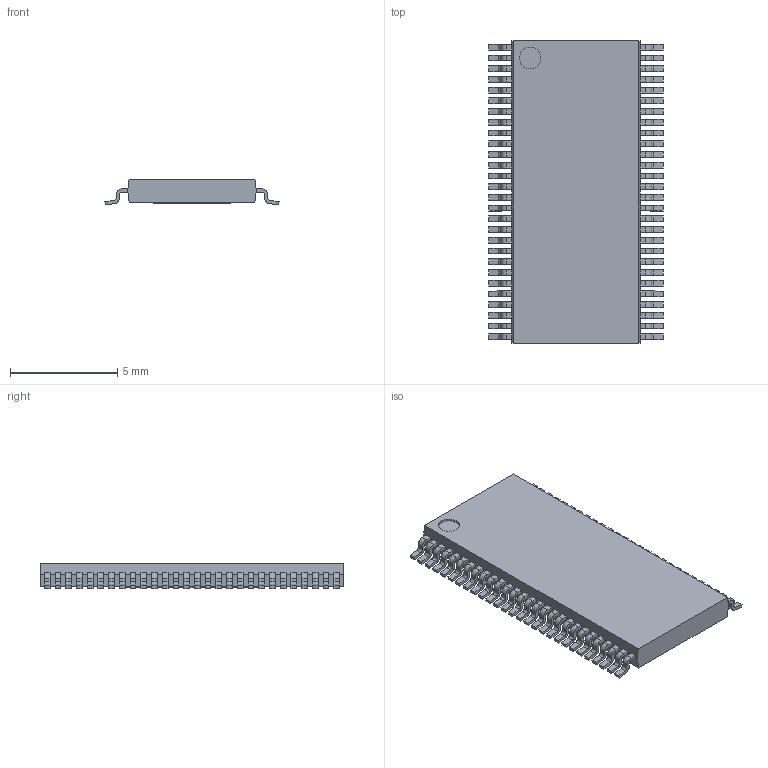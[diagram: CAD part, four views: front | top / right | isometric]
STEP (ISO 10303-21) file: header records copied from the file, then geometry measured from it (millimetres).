
FILE_DESCRIPTION(/* description */ (''),/* implementation_level */ '2;1');
FILE_NAME(/* name */ 'SOP50P810X120-57N-R361X635.stp',/* time_stamp */ '2017-06-14T08:22:25+02:00',/* author */ ('jchouvet'),/* organization */ (''),/* preprocessor_version */ 'ST-DEVELOPER v16.1',/* originating_system */ 'AutoCAD Mechanical',/* authorisation */ '');
FILE_SCHEMA (('AUTOMOTIVE_DESIGN { 1 0 10303 214 3 1 1 }'));
Length unit declared in the file: millimetre
Products named in the file (1): Product
Bounding box: 8.12 x 14.1 x 1.2 mm (x, y, z)
Volume: 96.3 mm3; surface area: 328.8 mm2
Topology: 58 solids, 58 shells, 856 faces, 2217 edges, 1478 vertices
Faces by surface type: plane 631, cylinder 225
Full cylindrical faces by diameter (mm): 1 x1
Entity records: 25995 total; most frequent: CARTESIAN_POINT 4551, ORIENTED_EDGE 4432, DIRECTION 4380, EDGE_CURVE 2216, LINE 1766, VECTOR 1766, VERTEX_POINT 1478, AXIS2_PLACEMENT_3D 1307
